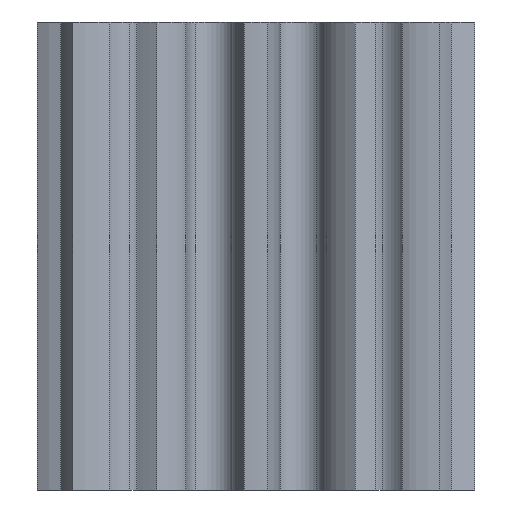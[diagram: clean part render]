
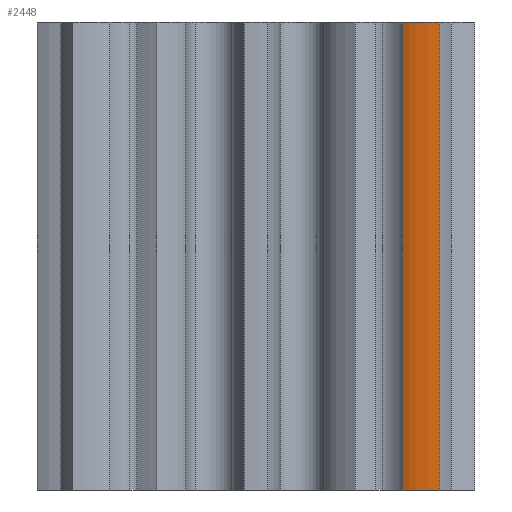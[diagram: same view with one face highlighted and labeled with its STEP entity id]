
A CAD part, front view. The second image highlights one B-rep face of the part: STEP entity #2448.
In plain terms, the highlighted free-form (B-spline) face has degree [3, 1] with [12, 2] control points.
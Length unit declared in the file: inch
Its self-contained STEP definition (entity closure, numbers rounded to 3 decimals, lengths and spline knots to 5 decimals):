
#18 = CARTESIAN_POINT ( 'NONE',  ( 0.26708, -0.18984, -0.375 ) ) ;
#101 = CARTESIAN_POINT ( 'NONE',  ( 0.2386, -0.18209, -0.375 ) ) ;
#135 = CARTESIAN_POINT ( 'NONE',  ( 0.29391, -0.19149, -0.375 ) ) ;
#147 = CARTESIAN_POINT ( 'NONE',  ( 0.26708, -0.18984, 0.375 ) ) ;
#150 = CARTESIAN_POINT ( 'NONE',  ( 0.29391, -0.19149, 0.375 ) ) ;
#168 = CARTESIAN_POINT ( 'NONE',  ( 0.24784, -0.18552, -0.375 ) ) ;
#170 = LINE ( 'NONE', #150, #3363 ) ;
#217 = CARTESIAN_POINT ( 'NONE',  ( 0.2752, -0.19083, 0.375 ) ) ;
#249 = CARTESIAN_POINT ( 'NONE',  ( 0.23408, -0.1798, -0.375 ) ) ;
#260 = CARTESIAN_POINT ( 'NONE',  ( 0.29391, -0.19149, 0.375 ) ) ;
#661 = EDGE_LOOP ( 'NONE', ( #3970, #1815, #1753, #1571 ) ) ;
#691 = DIRECTION ( 'NONE',  ( 0., 0., -1. ) ) ;
#752 = CARTESIAN_POINT ( 'NONE',  ( 0.2534, -0.1871, -0.375 ) ) ;
#840 = CARTESIAN_POINT ( 'NONE',  ( 0.24313, -0.18392, 0.375 ) ) ;
#962 = CARTESIAN_POINT ( 'NONE',  ( 0.2386, -0.18209, -0.375 ) ) ;
#978 = CARTESIAN_POINT ( 'NONE',  ( 0.28424, -0.1914, -0.375 ) ) ;
#1045 = CARTESIAN_POINT ( 'NONE',  ( 0.23568, -0.1807, -0.375 ) ) ;
#1069 = CARTESIAN_POINT ( 'NONE',  ( 0.23408, -0.1798, -0.375 ) ) ;
#1092 = CARTESIAN_POINT ( 'NONE',  ( 0.2534, -0.1871, 0.375 ) ) ;
#1113 = CARTESIAN_POINT ( 'NONE',  ( 0.28424, -0.1914, -0.375 ) ) ;
#1134 = FACE_OUTER_BOUND ( 'NONE', #661, .T. ) ;
#1208 = CARTESIAN_POINT ( 'NONE',  ( 0.2534, -0.1871, 0.375 ) ) ;
#1289 = CARTESIAN_POINT ( 'NONE',  ( 0.2534, -0.1871, -0.375 ) ) ;
#1391 = CARTESIAN_POINT ( 'NONE',  ( 0.2752, -0.19083, 0.375 ) ) ;
#1432 = CARTESIAN_POINT ( 'NONE',  ( 0.26708, -0.18984, -0.375 ) ) ;
#1443 = CARTESIAN_POINT ( 'NONE',  ( 0.29391, -0.19149, 0.375 ) ) ;
#1456 = CARTESIAN_POINT ( 'NONE',  ( 0.25981, -0.18857, -0.375 ) ) ;
#1553 = CARTESIAN_POINT ( 'NONE',  ( 0.23568, -0.1807, 0.375 ) ) ;
#1571 = ORIENTED_EDGE ( 'NONE', *, *, #4000, .T. ) ;
#1572 = CARTESIAN_POINT ( 'NONE',  ( 0.26708, -0.18984, 0.375 ) ) ;
#1663 = CARTESIAN_POINT ( 'NONE',  ( 0.24313, -0.18392, -0.375 ) ) ;
#1707 = CARTESIAN_POINT ( 'NONE',  ( 0.23568, -0.1807, 0.375 ) ) ;
#1709 = DIRECTION ( 'NONE',  ( 0., 0., -1. ) ) ;
#1752 = CARTESIAN_POINT ( 'NONE',  ( 0.23408, -0.1798, 0.375 ) ) ;
#1753 = ORIENTED_EDGE ( 'NONE', *, *, #3871, .F. ) ;
#1815 = ORIENTED_EDGE ( 'NONE', *, *, #3770, .F. ) ;
#1866 = CARTESIAN_POINT ( 'NONE',  ( 0.2386, -0.18209, 0.375 ) ) ;
#1906 = CARTESIAN_POINT ( 'NONE',  ( 0.25981, -0.18857, 0.375 ) ) ;
#1983 = CARTESIAN_POINT ( 'NONE',  ( 0.25981, -0.18857, -0.375 ) ) ;
#2025 = CARTESIAN_POINT ( 'NONE',  ( 0.29057, -0.19162, 0.375 ) ) ;
#2045 = CARTESIAN_POINT ( 'NONE',  ( 0.29391, -0.19149, -0.375 ) ) ;
#2068 = CARTESIAN_POINT ( 'NONE',  ( 0.28424, -0.1914, 0.375 ) ) ;
#2110 = VERTEX_POINT ( 'NONE', #135 ) ;
#2138 = CARTESIAN_POINT ( 'NONE',  ( 0.28424, -0.1914, 0.375 ) ) ;
#2196 = VERTEX_POINT ( 'NONE', #1443 ) ;
#2242 = EDGE_CURVE ( 'NONE', #3117, #2110, #4092, .T. ) ;
#2299 = LINE ( 'NONE', #3593, #2988 ) ;
#2367 = CARTESIAN_POINT ( 'NONE',  ( 0.2752, -0.19083, -0.375 ) ) ;
#2431 = VERTEX_POINT ( 'NONE', #2733 ) ;
#2436 = CARTESIAN_POINT ( 'NONE',  ( 0.29391, -0.19149, 0.375 ) ) ;
#2448 = ADVANCED_FACE ( 'NONE', ( #1134 ), #3243, .F. ) ;
#2522 = CARTESIAN_POINT ( 'NONE',  ( 0.29057, -0.19162, 0.375 ) ) ;
#2585 = CARTESIAN_POINT ( 'NONE',  ( 0.29057, -0.19162, -0.375 ) ) ;
#2625 = CARTESIAN_POINT ( 'NONE',  ( 0.23568, -0.1807, -0.375 ) ) ;
#2668 = CARTESIAN_POINT ( 'NONE',  ( 0.24784, -0.18552, 0.375 ) ) ;
#2690 = CARTESIAN_POINT ( 'NONE',  ( 0.24313, -0.18392, -0.375 ) ) ;
#2733 = CARTESIAN_POINT ( 'NONE',  ( 0.23408, -0.1798, 0.375 ) ) ;
#2988 = VECTOR ( 'NONE', #691, 39.37008 ) ;
#3047 = CARTESIAN_POINT ( 'NONE',  ( 0.2386, -0.18209, 0.375 ) ) ;
#3067 = CARTESIAN_POINT ( 'NONE',  ( 0.24313, -0.18392, 0.375 ) ) ;
#3117 = VERTEX_POINT ( 'NONE', #249 ) ;
#3241 = CARTESIAN_POINT ( 'NONE',  ( 0.2752, -0.19083, -0.375 ) ) ;
#3243 = B_SPLINE_SURFACE_WITH_KNOTS ( 'NONE', 3, 1, ( 
 ( #1752, #1069 ),
 ( #1707, #1045 ),
 ( #3047, #101 ),
 ( #3067, #2690 ),
 ( #2668, #168 ),
 ( #1092, #752 ),
 ( #3976, #1456 ),
 ( #147, #1432 ),
 ( #1391, #2367 ),
 ( #2068, #1113 ),
 ( #2025, #3663 ),
 ( #2436, #2045 ) ),
 .UNSPECIFIED., .F., .F., .F.,
 ( 4, 1, 1, 1, 1, 1, 1, 1, 1, 4 ),
 ( 2, 2 ),
 ( 0., 0.08952, 0.15735, 0.23817, 0.332, 0.43882, 0.55865, 0.69147, 0.8373, 1. ),
 ( 0., 1. ),
 .UNSPECIFIED. ) ;
#3363 = VECTOR ( 'NONE', #1709, 39.37008 ) ;
#3593 = CARTESIAN_POINT ( 'NONE',  ( 0.23408, -0.1798, 0.375 ) ) ;
#3594 = CARTESIAN_POINT ( 'NONE',  ( 0.24784, -0.18552, -0.375 ) ) ;
#3662 = B_SPLINE_CURVE_WITH_KNOTS ( 'NONE', 3,
 ( #4112, #1553, #1866, #840, #3774, #1208, #1906, #1572, #217, #2138, #2522, #260 ),
 .UNSPECIFIED., .F., .F.,
 ( 4, 1, 1, 1, 1, 1, 1, 1, 1, 4 ),
 ( 0., 0.08952, 0.15735, 0.23817, 0.332, 0.43882, 0.55865, 0.69147, 0.8373, 1. ),
 .UNSPECIFIED. ) ;
#3663 = CARTESIAN_POINT ( 'NONE',  ( 0.29057, -0.19162, -0.375 ) ) ;
#3770 = EDGE_CURVE ( 'NONE', #2196, #2110, #170, .T. ) ;
#3774 = CARTESIAN_POINT ( 'NONE',  ( 0.24784, -0.18552, 0.375 ) ) ;
#3871 = EDGE_CURVE ( 'NONE', #2431, #2196, #3662, .T. ) ;
#3970 = ORIENTED_EDGE ( 'NONE', *, *, #2242, .T. ) ;
#3976 = CARTESIAN_POINT ( 'NONE',  ( 0.25981, -0.18857, 0.375 ) ) ;
#4000 = EDGE_CURVE ( 'NONE', #2431, #3117, #2299, .T. ) ;
#4092 = B_SPLINE_CURVE_WITH_KNOTS ( 'NONE', 3,
 ( #4193, #2625, #962, #1663, #3594, #1289, #1983, #18, #3241, #978, #2585, #4115 ),
 .UNSPECIFIED., .F., .F.,
 ( 4, 1, 1, 1, 1, 1, 1, 1, 1, 4 ),
 ( 0., 0.08952, 0.15735, 0.23817, 0.332, 0.43882, 0.55865, 0.69147, 0.8373, 1. ),
 .UNSPECIFIED. ) ;
#4112 = CARTESIAN_POINT ( 'NONE',  ( 0.23408, -0.1798, 0.375 ) ) ;
#4115 = CARTESIAN_POINT ( 'NONE',  ( 0.29391, -0.19149, -0.375 ) ) ;
#4193 = CARTESIAN_POINT ( 'NONE',  ( 0.23408, -0.1798, -0.375 ) ) ;
